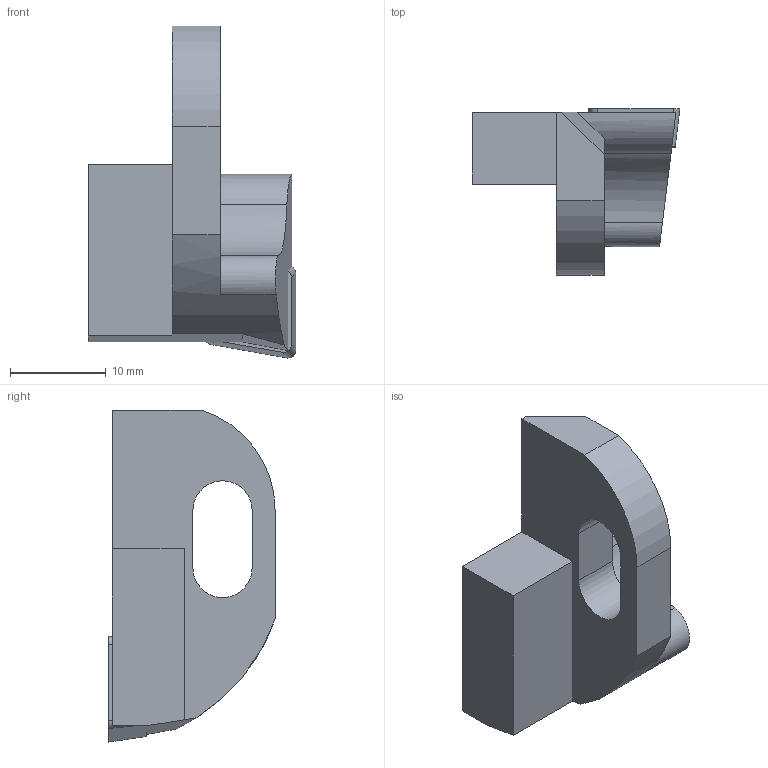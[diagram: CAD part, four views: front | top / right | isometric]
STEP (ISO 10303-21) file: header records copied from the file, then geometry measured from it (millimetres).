
FILE_DESCRIPTION(/* description */ (''),/* implementation_level */ '2;1');
FILE_NAME(/* name */ 'A61030CC0990.stp',/* time_stamp */ '2017-10-27T11:34:33+05:00',/* author */ (''),/* organization */ (''),/* preprocessor_version */ 'ST-DEVELOPER v16',/* originating_system */ 'SIEMENS PLM Software NX 11.0',/* authorisation */ '');
FILE_SCHEMA (('AUTOMOTIVE_DESIGN { 1 0 10303 214 3 1 1 1 }'));
Length unit declared in the file: millimetre
Products named in the file (1): A61030CC0990
Bounding box: 21.7 x 17.38 x 34.7 mm (x, y, z)
Volume: 4357.2 mm3; surface area: 2563.1 mm2
Topology: 2 solids, 2 shells, 36 faces, 97 edges, 65 vertices
Faces by surface type: plane 24, cylinder 11, cone 1
Entity records: 1206 total; most frequent: DIRECTION 203, CARTESIAN_POINT 202, ORIENTED_EDGE 192, EDGE_CURVE 96, LINE 69, VECTOR 69, AXIS2_PLACEMENT_3D 67, VERTEX_POINT 66
